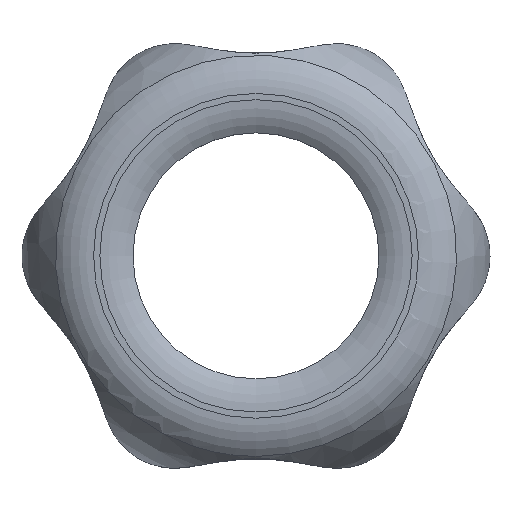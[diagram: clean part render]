
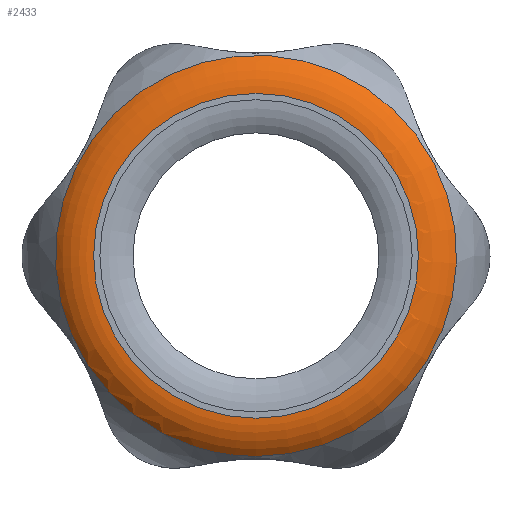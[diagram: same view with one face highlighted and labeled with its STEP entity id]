
A CAD part, top view. The second image highlights one B-rep face of the part: STEP entity #2433.
In plain terms, the highlighted toroidal (fillet/blend) face has major radius 20.47 mm and minor radius 6.8 mm.
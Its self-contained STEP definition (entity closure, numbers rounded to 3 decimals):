
#2433 = ADVANCED_FACE( '', ( #7161, #7162 ), #7163, .T. );
#7161 = FACE_OUTER_BOUND( '', #11892, .T. );
#7162 = FACE_OUTER_BOUND( '', #11893, .T. );
#7163 = TOROIDAL_SURFACE( '', #11894, 20.47, 6.8 );
#11892 = EDGE_LOOP( '', ( #33081 ) );
#11893 = EDGE_LOOP( '', ( #33082 ) );
#11894 = AXIS2_PLACEMENT_3D( '', #33083, #33084, #33085 );
#33081 = ORIENTED_EDGE( '', *, *, #40160, .F. );
#33082 = ORIENTED_EDGE( '', *, *, #40161, .T. );
#33083 = CARTESIAN_POINT( '', ( 0., 0., 10.6 ) );
#33084 = DIRECTION( '', ( 0., 0., 1. ) );
#33085 = DIRECTION( '', ( 0., -1., 0. ) );
#40160 = EDGE_CURVE( '', #51911, #51911, #51912, .T. );
#40161 = EDGE_CURVE( '', #51913, #51913, #51914, .T. );
#51911 = VERTEX_POINT( '', #79917 );
#51912 = CIRCLE( '', #79918, 20.47 );
#51913 = VERTEX_POINT( '', #79919 );
#51914 = CIRCLE( '', #79920, 25.279 );
#79917 = CARTESIAN_POINT( '', ( 0., -20.47, 17.4 ) );
#79918 = AXIS2_PLACEMENT_3D( '', #83408, #83409, #83410 );
#79919 = CARTESIAN_POINT( '', ( 0., -25.279, 15.408 ) );
#79920 = AXIS2_PLACEMENT_3D( '', #83411, #83412, #83413 );
#83408 = CARTESIAN_POINT( '', ( 0., 0., 17.4 ) );
#83409 = DIRECTION( '', ( 0., 0., 1. ) );
#83410 = DIRECTION( '', ( 0., -1., 0. ) );
#83411 = CARTESIAN_POINT( '', ( 0., 0., 15.408 ) );
#83412 = DIRECTION( '', ( 0., 0., 1. ) );
#83413 = DIRECTION( '', ( 0., -1., 0. ) );
